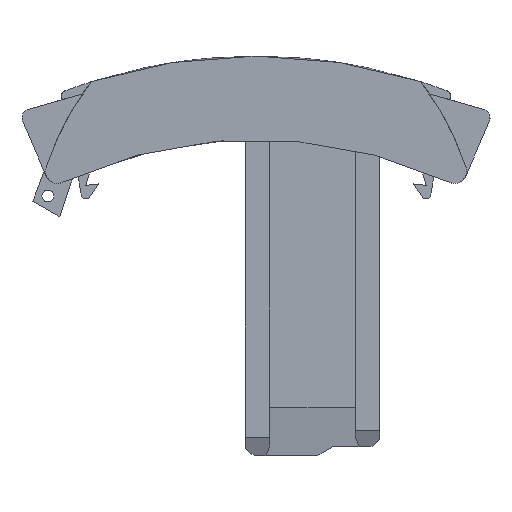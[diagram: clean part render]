
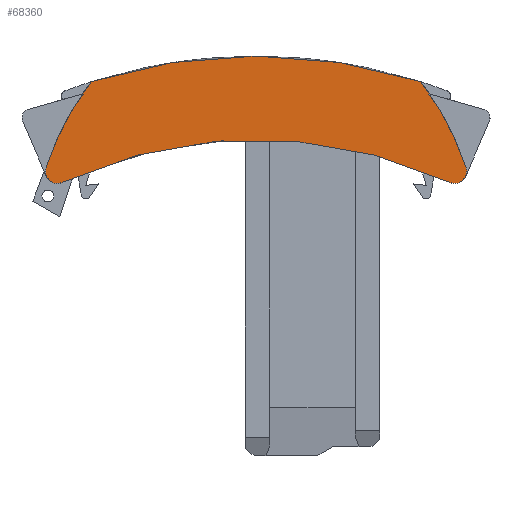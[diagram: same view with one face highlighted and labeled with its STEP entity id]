
A CAD part, left-side view. The second image highlights one B-rep face of the part: STEP entity #68360.
In plain terms, the highlighted planar face has unit normal (-1, 0, 0).
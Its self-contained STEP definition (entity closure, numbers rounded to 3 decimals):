
#16290=CARTESIAN_POINT('',(0.,71.783,
45.924));
#16300=VERTEX_POINT('',#16290);
#16330=CARTESIAN_POINT('',(0.,39.28,
-24.101));
#16340=DIRECTION('',(1.,0.,0.));
#16350=DIRECTION('',(0.,-0.995,
-0.105));
#16360=AXIS2_PLACEMENT_3D('',#16330,#16340,#16350);
#16370=CIRCLE('',#16360,77.2);
#16380=CARTESIAN_POINT('',(0.,6.777,
45.924));
#16390=VERTEX_POINT('',#16380);
#16400=EDGE_CURVE('',#16300,#16390,#16370,.T.);
#20480=CARTESIAN_POINT('',(0.,11.689,
62.825));
#20490=VERTEX_POINT('',#20480);
#20520=CARTESIAN_POINT('',(0.,39.28,
-24.101));
#20530=DIRECTION('',(-1.,0.,0.));
#20540=DIRECTION('',(0.,1.,0.));
#20550=AXIS2_PLACEMENT_3D('',#20520,#20530,#20540);
#20560=CIRCLE('',#20550,91.2);
#20570=CARTESIAN_POINT('',(0.,66.871,
62.825));
#20580=VERTEX_POINT('',#20570);
#20590=EDGE_CURVE('',#20490,#20580,#20560,.T.);
#47890=CARTESIAN_POINT('',(0.,74.528,
48.351));
#47900=VERTEX_POINT('',#47890);
#47930=CARTESIAN_POINT('',(0.,72.625,
47.738));
#47940=DIRECTION('',(-1.,0.,0.));
#47950=DIRECTION('',(0.,-1.,0.));
#47960=AXIS2_PLACEMENT_3D('',#47930,#47940,#47950);
#47970=CIRCLE('',#47960,2.);
#47980=EDGE_CURVE('',#47900,#16300,#47970,.T.);
#51580=CARTESIAN_POINT('',(0.,29.79,
33.947));
#51590=DIRECTION('',(-1.,0.,0.));
#51600=DIRECTION('',(0.,0.994,
-0.113));
#51610=AXIS2_PLACEMENT_3D('',#51580,#51590,#51600);
#51620=CIRCLE('',#51610,47.);
#51630=EDGE_CURVE('',#20580,#47900,#51620,.T.);
#66200=CARTESIAN_POINT('',(0.,4.031,
48.351));
#66210=VERTEX_POINT('',#66200);
#66240=CARTESIAN_POINT('',(0.,48.77,
33.947));
#66250=DIRECTION('',(1.,0.,0.));
#66260=DIRECTION('',(0.,-0.994,
-0.113));
#66270=AXIS2_PLACEMENT_3D('',#66240,#66250,#66260);
#66280=CIRCLE('',#66270,47.);
#66290=EDGE_CURVE('',#20490,#66210,#66280,.T.);
#68040=CARTESIAN_POINT('',(0.,5.935,
47.738));
#68050=DIRECTION('',(1.,0.,0.));
#68060=DIRECTION('',(0.,1.,0.));
#68070=AXIS2_PLACEMENT_3D('',#68040,#68050,#68060);
#68080=CIRCLE('',#68070,2.);
#68090=EDGE_CURVE('',#66210,#16390,#68080,.T.);
#68230=CARTESIAN_POINT('',(0.,39.28,
53.599));
#68240=DIRECTION('',(-1.,0.,0.));
#68250=DIRECTION('',(0.,-1.,0.));
#68260=AXIS2_PLACEMENT_3D('',#68230,#68240,#68250);
#68270=PLANE('',#68260);
#68280=ORIENTED_EDGE('',*,*,#51630,.T.);
#68290=ORIENTED_EDGE('',*,*,#20590,.T.);
#68300=ORIENTED_EDGE('',*,*,#66290,.F.);
#68310=ORIENTED_EDGE('',*,*,#68090,.F.);
#68320=ORIENTED_EDGE('',*,*,#16400,.T.);
#68330=ORIENTED_EDGE('',*,*,#47980,.T.);
#68340=EDGE_LOOP('',(#68330,#68320,#68310,#68300,#68290,#68280));
#68350=FACE_OUTER_BOUND('',#68340,.T.);
#68360=ADVANCED_FACE('',(#68350),#68270,.T.);
